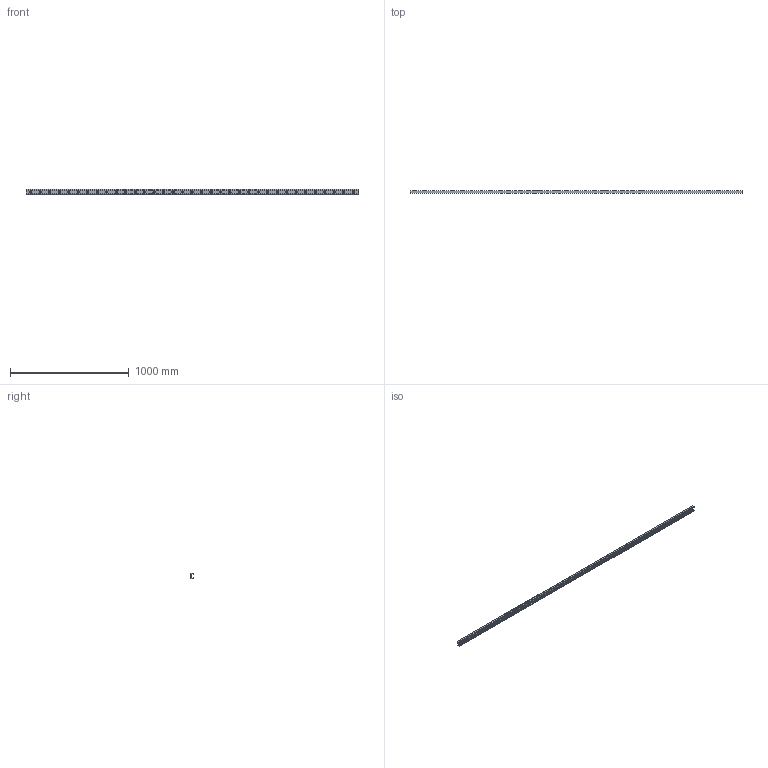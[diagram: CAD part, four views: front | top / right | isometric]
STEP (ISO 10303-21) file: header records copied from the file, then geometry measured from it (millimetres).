
FILE_DESCRIPTION((''),'2;1');
FILE_NAME('LCX 43-2800.C.stp','2016-04-28T09:38:43',('MRathmann'),(''),'Autodesk Inventor 2012','Autodesk Inventor 2012','');
FILE_SCHEMA(('CONFIG_CONTROL_DESIGN'));
Length unit declared in the file: millimetre
Products named in the file (1): LCX 43-2800.C
Bounding box: 2800 x 21 x 43 mm (x, y, z)
Volume: 945030.9 mm3; surface area: 448612.7 mm2
Topology: 1 solids, 1 shells, 133 faces, 323 edges, 227 vertices
Faces by surface type: cylinder 83, plane 50
Full cylindrical faces by diameter (mm): 10.5 x35, 18 x35
Entity records: 3524 total; most frequent: DIRECTION 652, CARTESIAN_POINT 544, ORIENTED_EDGE 436, EDGE_LOOP 308, AXIS2_PLACEMENT_3D 300, EDGE_CURVE 218, VERTEX_POINT 192, FACE_BOUND 175
